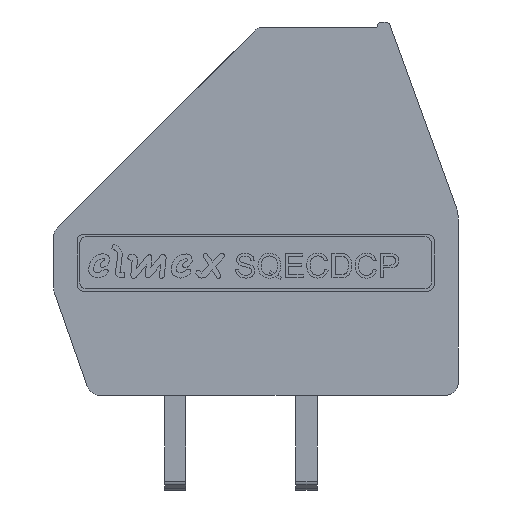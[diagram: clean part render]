
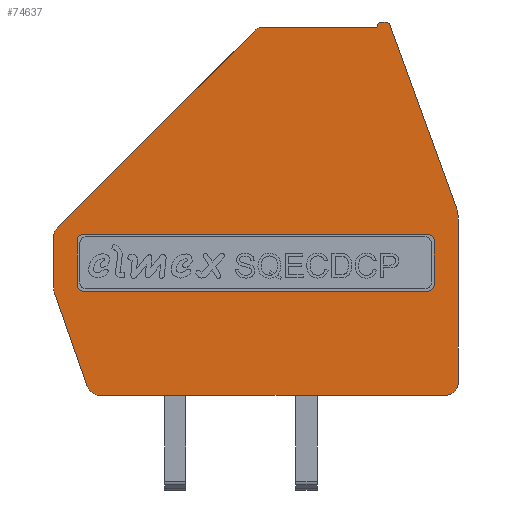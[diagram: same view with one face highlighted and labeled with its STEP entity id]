
A CAD part, front view. The second image highlights one B-rep face of the part: STEP entity #74637.
In plain terms, the highlighted planar face has unit normal (0, -1, 0).
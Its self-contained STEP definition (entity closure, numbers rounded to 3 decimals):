
#2934=CIRCLE('',#78555,0.25);
#2935=CIRCLE('',#78558,0.25);
#2936=CIRCLE('',#78561,0.25);
#2937=CIRCLE('',#78564,0.25);
#2939=CIRCLE('',#78569,0.5);
#2940=CIRCLE('',#78573,0.2);
#2942=CIRCLE('',#78577,0.2);
#2945=CIRCLE('',#78582,1.5);
#3020=CIRCLE('',#78784,0.5);
#3022=CIRCLE('',#78787,0.5);
#3074=CIRCLE('',#78921,0.5);
#3076=CIRCLE('',#78925,0.5);
#7498=LINE('',#113733,#12728);
#7501=LINE('',#113741,#12731);
#7504=LINE('',#113749,#12734);
#7507=LINE('',#113757,#12737);
#7510=LINE('',#113764,#12740);
#7514=LINE('',#113776,#12744);
#7519=LINE('',#113787,#12749);
#7521=LINE('',#113795,#12751);
#7525=LINE('',#113807,#12755);
#7529=LINE('',#113819,#12759);
#7898=LINE('',#115311,#13128);
#7899=LINE('',#115312,#13129);
#12728=VECTOR('',#90470,1000.);
#12731=VECTOR('',#90479,1000.);
#12734=VECTOR('',#90488,1000.);
#12737=VECTOR('',#90497,1000.);
#12740=VECTOR('',#90502,1000.);
#12744=VECTOR('',#90514,1000.);
#12749=VECTOR('',#90521,1000.);
#12751=VECTOR('',#90531,1000.);
#12755=VECTOR('',#90543,1000.);
#12759=VECTOR('',#90555,1000.);
#13128=VECTOR('',#91610,1000.);
#13129=VECTOR('',#91611,1000.);
#27035=ORIENTED_EDGE('',*,*,#36141,.T.);
#27036=ORIENTED_EDGE('',*,*,#36140,.T.);
#27037=ORIENTED_EDGE('',*,*,#36135,.T.);
#27038=ORIENTED_EDGE('',*,*,#36132,.T.);
#27039=ORIENTED_EDGE('',*,*,#36129,.T.);
#27040=ORIENTED_EDGE('',*,*,#36126,.T.);
#27041=ORIENTED_EDGE('',*,*,#36125,.T.);
#27042=ORIENTED_EDGE('',*,*,#36425,.T.);
#27043=ORIENTED_EDGE('',*,*,#36709,.T.);
#27044=ORIENTED_EDGE('',*,*,#36427,.T.);
#27045=ORIENTED_EDGE('',*,*,#36120,.T.);
#27046=ORIENTED_EDGE('',*,*,#36117,.T.);
#27047=ORIENTED_EDGE('',*,*,#36114,.T.);
#27048=ORIENTED_EDGE('',*,*,#36708,.T.);
#27049=ORIENTED_EDGE('',*,*,#36710,.T.);
#27050=ORIENTED_EDGE('',*,*,#36702,.T.);
#27051=ORIENTED_EDGE('',*,*,#36111,.T.);
#27052=ORIENTED_EDGE('',*,*,#36109,.T.);
#27053=ORIENTED_EDGE('',*,*,#36107,.T.);
#27054=ORIENTED_EDGE('',*,*,#36105,.T.);
#27055=ORIENTED_EDGE('',*,*,#36103,.T.);
#27056=ORIENTED_EDGE('',*,*,#36101,.T.);
#27057=ORIENTED_EDGE('',*,*,#36099,.T.);
#27058=ORIENTED_EDGE('',*,*,#36097,.T.);
#36097=EDGE_CURVE('',#42025,#42024,#2934,.F.);
#36099=EDGE_CURVE('',#42026,#42025,#7498,.T.);
#36101=EDGE_CURVE('',#42027,#42026,#2935,.F.);
#36103=EDGE_CURVE('',#42028,#42027,#7501,.T.);
#36105=EDGE_CURVE('',#42029,#42028,#2936,.F.);
#36107=EDGE_CURVE('',#42030,#42029,#7504,.T.);
#36109=EDGE_CURVE('',#42031,#42030,#2937,.F.);
#36111=EDGE_CURVE('',#42024,#42031,#7507,.T.);
#36114=EDGE_CURVE('',#42035,#42034,#7510,.T.);
#36117=EDGE_CURVE('',#42037,#42035,#2939,.T.);
#36120=EDGE_CURVE('',#42039,#42037,#7514,.T.);
#36125=EDGE_CURVE('',#42041,#42043,#7519,.T.);
#36126=EDGE_CURVE('',#42044,#42041,#2940,.T.);
#36129=EDGE_CURVE('',#42046,#42044,#7521,.T.);
#36132=EDGE_CURVE('',#42048,#42046,#2942,.T.);
#36135=EDGE_CURVE('',#42050,#42048,#7525,.T.);
#36140=EDGE_CURVE('',#42053,#42050,#2945,.T.);
#36141=EDGE_CURVE('',#42054,#42053,#7529,.T.);
#36425=EDGE_CURVE('',#42043,#42214,#3020,.T.);
#36427=EDGE_CURVE('',#42216,#42039,#3022,.T.);
#36702=EDGE_CURVE('',#42418,#42054,#3074,.T.);
#36708=EDGE_CURVE('',#42034,#42420,#3076,.T.);
#36709=EDGE_CURVE('',#42214,#42216,#7898,.T.);
#36710=EDGE_CURVE('',#42420,#42418,#7899,.T.);
#42024=VERTEX_POINT('',#113728);
#42025=VERTEX_POINT('',#113730);
#42026=VERTEX_POINT('',#113734);
#42027=VERTEX_POINT('',#113738);
#42028=VERTEX_POINT('',#113742);
#42029=VERTEX_POINT('',#113746);
#42030=VERTEX_POINT('',#113750);
#42031=VERTEX_POINT('',#113754);
#42034=VERTEX_POINT('',#113763);
#42035=VERTEX_POINT('',#113765);
#42037=VERTEX_POINT('',#113771);
#42039=VERTEX_POINT('',#113777);
#42041=VERTEX_POINT('',#113782);
#42043=VERTEX_POINT('',#113786);
#42044=VERTEX_POINT('',#113790);
#42046=VERTEX_POINT('',#113796);
#42048=VERTEX_POINT('',#113802);
#42050=VERTEX_POINT('',#113808);
#42053=VERTEX_POINT('',#113815);
#42054=VERTEX_POINT('',#113820);
#42214=VERTEX_POINT('',#114508);
#42216=VERTEX_POINT('',#114514);
#42418=VERTEX_POINT('',#115299);
#42420=VERTEX_POINT('',#115308);
#46481=EDGE_LOOP('',(#27035,#27036,#27037,#27038,#27039,#27040,#27041,#27042,
#27043,#27044,#27045,#27046,#27047,#27048,#27049,#27050));
#46482=EDGE_LOOP('',(#27051,#27052,#27053,#27054,#27055,#27056,#27057,#27058));
#49639=FACE_BOUND('',#46481,.T.);
#49640=FACE_BOUND('',#46482,.T.);
#51623=PLANE('',#78926);
#74637=ADVANCED_FACE('',(#49639,#49640),#51623,.T.);
#78555=AXIS2_PLACEMENT_3D('',#113729,#90465,#90466);
#78558=AXIS2_PLACEMENT_3D('',#113737,#90474,#90475);
#78561=AXIS2_PLACEMENT_3D('',#113745,#90483,#90484);
#78564=AXIS2_PLACEMENT_3D('',#113753,#90492,#90493);
#78569=AXIS2_PLACEMENT_3D('',#113770,#90508,#90509);
#78573=AXIS2_PLACEMENT_3D('',#113789,#90524,#90525);
#78577=AXIS2_PLACEMENT_3D('',#113801,#90536,#90537);
#78582=AXIS2_PLACEMENT_3D('',#113817,#90551,#90552);
#78784=AXIS2_PLACEMENT_3D('',#114509,#91140,#91141);
#78787=AXIS2_PLACEMENT_3D('',#114513,#91146,#91147);
#78921=AXIS2_PLACEMENT_3D('',#115298,#91594,#91595);
#78925=AXIS2_PLACEMENT_3D('',#115309,#91606,#91607);
#78926=AXIS2_PLACEMENT_3D('',#115310,#91608,#91609);
#90465=DIRECTION('',(0.,-1.,0.));
#90466=DIRECTION('',(0.,0.,-1.));
#90470=DIRECTION('',(0.,0.,1.));
#90474=DIRECTION('',(0.,-1.,0.));
#90475=DIRECTION('',(0.,0.,-1.));
#90479=DIRECTION('',(-1.,0.,0.));
#90483=DIRECTION('',(0.,-1.,0.));
#90484=DIRECTION('',(0.,0.,-1.));
#90488=DIRECTION('',(0.,0.,-1.));
#90492=DIRECTION('',(0.,-1.,0.));
#90493=DIRECTION('',(0.,0.,-1.));
#90497=DIRECTION('',(1.,0.,0.));
#90502=DIRECTION('',(0.33,0.,-0.944));
#90508=DIRECTION('',(0.,-1.,0.));
#90509=DIRECTION('',(1.,0.,0.));
#90514=DIRECTION('',(0.,0.,-1.));
#90521=DIRECTION('',(-1.,0.,0.));
#90524=DIRECTION('',(0.,-1.,0.));
#90525=DIRECTION('',(1.,0.,0.));
#90531=DIRECTION('',(-1.,0.,0.));
#90536=DIRECTION('',(0.,-1.,0.));
#90537=DIRECTION('',(1.,0.,0.));
#90543=DIRECTION('',(-0.342,0.,0.94));
#90551=DIRECTION('',(0.,-1.,0.));
#90552=DIRECTION('',(0.,0.,-1.));
#90555=DIRECTION('',(0.,0.,1.));
#91140=DIRECTION('',(0.,-1.,0.));
#91141=DIRECTION('',(1.,0.,0.));
#91146=DIRECTION('',(0.,-1.,0.));
#91147=DIRECTION('',(1.,0.,0.));
#91594=DIRECTION('',(0.,-1.,0.));
#91595=DIRECTION('',(0.,0.,-1.));
#91606=DIRECTION('',(0.,-1.,0.));
#91607=DIRECTION('',(1.,0.,0.));
#91608=DIRECTION('',(0.,-1.,0.));
#91609=DIRECTION('',(0.,0.,-1.));
#91610=DIRECTION('',(-0.707,0.,-0.707));
#91611=DIRECTION('',(1.,0.,0.));
#113728=CARTESIAN_POINT('',(13.592,-3.26,9.881));
#113729=CARTESIAN_POINT('',(13.592,-3.26,9.631));
#113730=CARTESIAN_POINT('',(13.342,-3.26,9.631));
#113733=CARTESIAN_POINT('',(13.342,-3.26,7.712));
#113734=CARTESIAN_POINT('',(13.342,-3.26,7.962));
#113737=CARTESIAN_POINT('',(13.592,-3.26,7.962));
#113738=CARTESIAN_POINT('',(13.592,-3.26,7.712));
#113741=CARTESIAN_POINT('',(26.926,-3.26,7.712));
#113742=CARTESIAN_POINT('',(26.676,-3.26,7.712));
#113745=CARTESIAN_POINT('',(26.676,-3.26,7.962));
#113746=CARTESIAN_POINT('',(26.926,-3.26,7.962));
#113749=CARTESIAN_POINT('',(26.926,-3.26,9.881));
#113750=CARTESIAN_POINT('',(26.926,-3.26,9.631));
#113753=CARTESIAN_POINT('',(26.676,-3.26,9.631));
#113754=CARTESIAN_POINT('',(26.676,-3.26,9.881));
#113757=CARTESIAN_POINT('',(13.342,-3.26,9.881));
#113763=CARTESIAN_POINT('',(13.733,-3.26,4.085));
#113764=CARTESIAN_POINT('',(12.478,-3.26,7.67));
#113765=CARTESIAN_POINT('',(12.478,-3.26,7.67));
#113770=CARTESIAN_POINT('',(12.95,-3.26,7.835));
#113771=CARTESIAN_POINT('',(12.45,-3.26,7.835));
#113776=CARTESIAN_POINT('',(12.45,-3.26,9.763));
#113777=CARTESIAN_POINT('',(12.45,-3.26,9.763));
#113782=CARTESIAN_POINT('',(24.75,-3.26,17.75));
#113786=CARTESIAN_POINT('',(20.437,-3.26,17.75));
#113787=CARTESIAN_POINT('',(20.437,-3.26,17.75));
#113789=CARTESIAN_POINT('',(24.95,-3.26,17.75));
#113790=CARTESIAN_POINT('',(24.95,-3.26,17.95));
#113795=CARTESIAN_POINT('',(25.062,-3.26,17.95));
#113796=CARTESIAN_POINT('',(25.062,-3.26,17.95));
#113801=CARTESIAN_POINT('',(25.062,-3.26,17.75));
#113802=CARTESIAN_POINT('',(25.25,-3.26,17.818));
#113807=CARTESIAN_POINT('',(25.25,-3.26,17.818));
#113808=CARTESIAN_POINT('',(27.76,-3.26,10.922));
#113815=CARTESIAN_POINT('',(27.85,-3.26,10.409));
#113817=CARTESIAN_POINT('',(26.35,-3.26,10.409));
#113819=CARTESIAN_POINT('',(27.85,-3.26,17.25));
#113820=CARTESIAN_POINT('',(27.85,-3.26,4.25));
#114508=CARTESIAN_POINT('',(20.083,-3.26,17.604));
#114509=CARTESIAN_POINT('',(20.437,-3.26,17.25));
#114513=CARTESIAN_POINT('',(12.95,-3.26,9.763));
#114514=CARTESIAN_POINT('',(12.596,-3.26,10.117));
#115298=CARTESIAN_POINT('',(27.35,-3.26,4.25));
#115299=CARTESIAN_POINT('',(27.35,-3.26,3.75));
#115308=CARTESIAN_POINT('',(14.205,-3.26,3.75));
#115309=CARTESIAN_POINT('',(14.205,-3.26,4.25));
#115310=CARTESIAN_POINT('',(20.437,-3.26,17.25));
#115311=CARTESIAN_POINT('',(20.083,-3.26,17.604));
#115312=CARTESIAN_POINT('',(14.205,-3.26,3.75));
